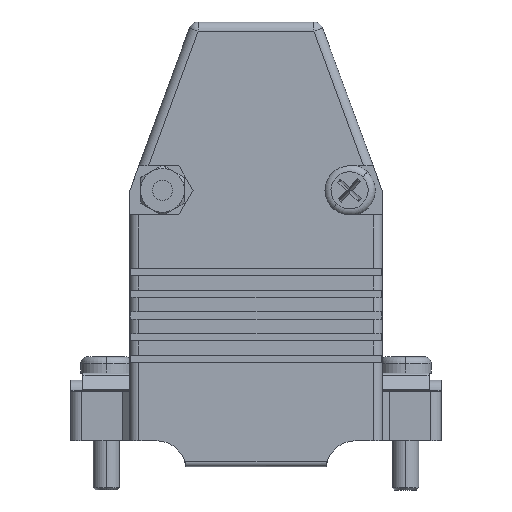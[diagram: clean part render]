
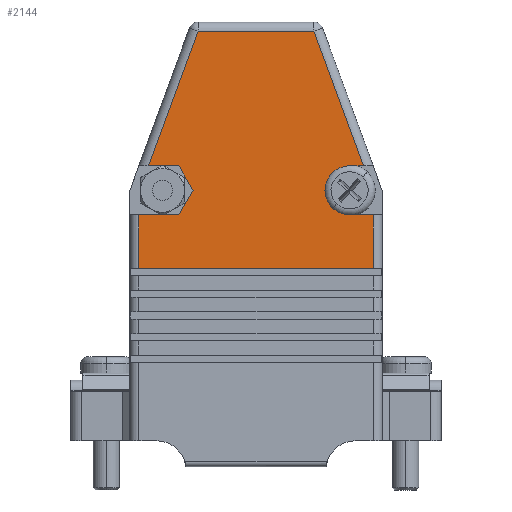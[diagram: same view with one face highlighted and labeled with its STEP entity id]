
A CAD part, front view. The second image highlights one B-rep face of the part: STEP entity #2144.
In plain terms, the highlighted face is planar.
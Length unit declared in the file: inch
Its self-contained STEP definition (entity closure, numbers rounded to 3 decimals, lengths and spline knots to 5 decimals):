
#1267 = DIRECTION ( 'NONE',  ( -0.5, 0., 0.866 ) ) ;
#1268 = CARTESIAN_POINT ( 'NONE',  ( 0.33, 0.15748, -0.825 ) ) ;
#1269 = DIRECTION ( 'NONE',  ( 0.5, 0., 0.866 ) ) ;
#1270 = CARTESIAN_POINT ( 'NONE',  ( 0.26938, 0.15748, -0.72 ) ) ;
#1271 = DIRECTION ( 'NONE',  ( 1., 0., 0. ) ) ;
#1272 = CARTESIAN_POINT ( 'NONE',  ( 0.33, 0.15748, -0.615 ) ) ;
#1273 = DIRECTION ( 'NONE',  ( 0.345, 0., -0.939 ) ) ;
#1274 = CARTESIAN_POINT ( 'NONE',  ( 0.93675, 0.15748, -1.91502 ) ) ;
#1275 = DIRECTION ( 'NONE',  ( 1., 0., 0. ) ) ;
#1276 = CARTESIAN_POINT ( 'NONE',  ( 0.97336, 0.15748, -0.039 ) ) ;
#1277 = DIRECTION ( 'NONE',  ( 0.345, 0., 0.939 ) ) ;
#1278 = CARTESIAN_POINT ( 'NONE',  ( -0.70539, 0.15748, -1.28505 ) ) ;
#1279 = DIRECTION ( 'NONE',  ( 0., 0., 1. ) ) ;
#1280 = DIRECTION ( 'NONE',  ( 0., 1., 0. ) ) ;
#1281 = CARTESIAN_POINT ( 'NONE',  ( -0.4, 0.15748, -0.72 ) ) ;
#1284 = DIRECTION ( 'NONE',  ( -1., 0., 0. ) ) ;
#1285 = CARTESIAN_POINT ( 'NONE',  ( -0.4, 0.15748, -0.825 ) ) ;
#1286 = DIRECTION ( 'NONE',  ( 0., 0., 1. ) ) ;
#1287 = CARTESIAN_POINT ( 'NONE',  ( -0.501, 0.15748, -1.90157 ) ) ;
#1288 = DIRECTION ( 'NONE',  ( 1., 0., 0. ) ) ;
#1289 = DIRECTION ( 'NONE',  ( 0., 0., -1. ) ) ;
#1290 = CARTESIAN_POINT ( 'NONE',  ( -0.4, 0.15748, -0.615 ) ) ;
#1291 = CARTESIAN_POINT ( 'NONE',  ( 0.501, 0.15748, -0.93929 ) ) ;
#1292 = DIRECTION ( 'NONE',  ( -1., 0., 0. ) ) ;
#1293 = CARTESIAN_POINT ( 'NONE',  ( 0.54, 0.15748, -0.825 ) ) ;
#1308 = CARTESIAN_POINT ( 'NONE',  ( 0.54, 0.15748, -1.05357 ) ) ;
#1309 = DIRECTION ( 'NONE',  ( 1., 0., 0. ) ) ;
#1654 = CARTESIAN_POINT ( 'NONE',  ( 0.45931, 0.15748, -0.615 ) ) ;
#1655 = CARTESIAN_POINT ( 'NONE',  ( 0.24778, 0.15748, -0.039 ) ) ;
#1656 = CARTESIAN_POINT ( 'NONE',  ( -0.24778, 0.15748, -0.039 ) ) ;
#1657 = CARTESIAN_POINT ( 'NONE',  ( 0.33, 0.15748, -0.615 ) ) ;
#1660 = CARTESIAN_POINT ( 'NONE',  ( -0.501, 0.15748, -0.825 ) ) ;
#1661 = CARTESIAN_POINT ( 'NONE',  ( -0.45931, 0.15748, -0.615 ) ) ;
#1662 = CARTESIAN_POINT ( 'NONE',  ( 0.501, 0.15748, -1.05357 ) ) ;
#1663 = CARTESIAN_POINT ( 'NONE',  ( -0.501, 0.15748, -1.05357 ) ) ;
#1664 = CARTESIAN_POINT ( 'NONE',  ( 0.33, 0.15748, -0.825 ) ) ;
#1665 = CARTESIAN_POINT ( 'NONE',  ( 0.26938, 0.15748, -0.72 ) ) ;
#1666 = CARTESIAN_POINT ( 'NONE',  ( -0.4, 0.15748, -0.615 ) ) ;
#1667 = CARTESIAN_POINT ( 'NONE',  ( 0.501, 0.15748, -0.825 ) ) ;
#1674 = CARTESIAN_POINT ( 'NONE',  ( -0.4, 0.15748, -0.825 ) ) ;
#2144 = ADVANCED_FACE ( 'NONE', ( #4733 ), #6965, .F. ) ;
#2664 = EDGE_CURVE ( 'NONE', #4234, #4237, #5953, .T. ) ;
#2665 = EDGE_CURVE ( 'NONE', #4234, #4239, #5954, .T. ) ;
#2666 = EDGE_CURVE ( 'NONE', #4238, #4239, #5952, .T. ) ;
#2667 = EDGE_CURVE ( 'NONE', #4238, #4241, #5958, .T. ) ;
#2668 = EDGE_CURVE ( 'NONE', #4227, #4241, #5960, .T. ) ;
#2669 = EDGE_CURVE ( 'NONE', #4235, #4227, #5962, .T. ) ;
#2670 = EDGE_CURVE ( 'NONE', #4240, #4235, #5964, .T. ) ;
#2671 = EDGE_CURVE ( 'NONE', #4240, #4245, #5965, .T. ) ;
#2672 = EDGE_CURVE ( 'NONE', #4245, #4246, #5967, .T. ) ;
#2673 = EDGE_CURVE ( 'NONE', #4246, #4247, #5969, .T. ) ;
#2674 = EDGE_CURVE ( 'NONE', #4244, #4247, #5971, .T. ) ;
#2675 = EDGE_CURVE ( 'NONE', #4236, #4244, #5973, .T. ) ;
#2676 = EDGE_CURVE ( 'NONE', #4237, #4236, #5975, .T. ) ;
#3012 = AXIS2_PLACEMENT_3D ( 'NONE', #6963, #6959, #6958 ) ;
#3188 = EDGE_LOOP ( 'NONE', ( #3812, #3813, #3814, #3815, #3816, #3817, #3818, #3819, #3820, #3821, #3822, #3823, #3824 ) ) ;
#3812 = ORIENTED_EDGE ( 'NONE', *, *, #2664, .F. ) ;
#3813 = ORIENTED_EDGE ( 'NONE', *, *, #2665, .T. ) ;
#3814 = ORIENTED_EDGE ( 'NONE', *, *, #2666, .F. ) ;
#3815 = ORIENTED_EDGE ( 'NONE', *, *, #2667, .T. ) ;
#3816 = ORIENTED_EDGE ( 'NONE', *, *, #2668, .F. ) ;
#3817 = ORIENTED_EDGE ( 'NONE', *, *, #2669, .F. ) ;
#3818 = ORIENTED_EDGE ( 'NONE', *, *, #2670, .F. ) ;
#3819 = ORIENTED_EDGE ( 'NONE', *, *, #2671, .T. ) ;
#3820 = ORIENTED_EDGE ( 'NONE', *, *, #2672, .T. ) ;
#3821 = ORIENTED_EDGE ( 'NONE', *, *, #2673, .T. ) ;
#3822 = ORIENTED_EDGE ( 'NONE', *, *, #2674, .F. ) ;
#3823 = ORIENTED_EDGE ( 'NONE', *, *, #2675, .F. ) ;
#3824 = ORIENTED_EDGE ( 'NONE', *, *, #2676, .F. ) ;
#4227 = VERTEX_POINT ( 'NONE', #1674 ) ;
#4234 = VERTEX_POINT ( 'NONE', #1667 ) ;
#4235 = VERTEX_POINT ( 'NONE', #1666 ) ;
#4236 = VERTEX_POINT ( 'NONE', #1665 ) ;
#4237 = VERTEX_POINT ( 'NONE', #1664 ) ;
#4238 = VERTEX_POINT ( 'NONE', #1663 ) ;
#4239 = VERTEX_POINT ( 'NONE', #1662 ) ;
#4240 = VERTEX_POINT ( 'NONE', #1661 ) ;
#4241 = VERTEX_POINT ( 'NONE', #1660 ) ;
#4244 = VERTEX_POINT ( 'NONE', #1657 ) ;
#4245 = VERTEX_POINT ( 'NONE', #1656 ) ;
#4246 = VERTEX_POINT ( 'NONE', #1655 ) ;
#4247 = VERTEX_POINT ( 'NONE', #1654 ) ;
#4733 = FACE_OUTER_BOUND ( 'NONE', #3188, .T. ) ;
#5425 = AXIS2_PLACEMENT_3D ( 'NONE', #1281, #1280, #1279 ) ;
#5952 = LINE ( 'NONE', #1308, #5959 ) ;
#5953 = LINE ( 'NONE', #1293, #5955 ) ;
#5954 = LINE ( 'NONE', #1291, #5957 ) ;
#5955 = VECTOR ( 'NONE', #1292, 39.37008 ) ;
#5957 = VECTOR ( 'NONE', #1289, 39.37008 ) ;
#5958 = LINE ( 'NONE', #1287, #5961 ) ;
#5959 = VECTOR ( 'NONE', #1288, 39.37008 ) ;
#5960 = LINE ( 'NONE', #1285, #5963 ) ;
#5961 = VECTOR ( 'NONE', #1286, 39.37008 ) ;
#5962 = CIRCLE ( 'NONE', #5425, 0.105 ) ;
#5963 = VECTOR ( 'NONE', #1284, 39.37008 ) ;
#5964 = LINE ( 'NONE', #1290, #5966 ) ;
#5965 = LINE ( 'NONE', #1278, #5968 ) ;
#5966 = VECTOR ( 'NONE', #1309, 39.37008 ) ;
#5967 = LINE ( 'NONE', #1276, #5970 ) ;
#5968 = VECTOR ( 'NONE', #1277, 39.37008 ) ;
#5969 = LINE ( 'NONE', #1274, #5972 ) ;
#5970 = VECTOR ( 'NONE', #1275, 39.37008 ) ;
#5971 = LINE ( 'NONE', #1272, #5974 ) ;
#5972 = VECTOR ( 'NONE', #1273, 39.37008 ) ;
#5973 = LINE ( 'NONE', #1270, #5976 ) ;
#5974 = VECTOR ( 'NONE', #1271, 39.37008 ) ;
#5975 = LINE ( 'NONE', #1268, #5978 ) ;
#5976 = VECTOR ( 'NONE', #1269, 39.37008 ) ;
#5978 = VECTOR ( 'NONE', #1267, 39.37008 ) ;
#6958 = DIRECTION ( 'NONE',  ( 0., 0., -1. ) ) ;
#6959 = DIRECTION ( 'NONE',  ( 0., -1., 0. ) ) ;
#6963 = CARTESIAN_POINT ( 'NONE',  ( 0.97336, 0.15748, -1.90157 ) ) ;
#6965 = PLANE ( 'NONE',  #3012 ) ;
